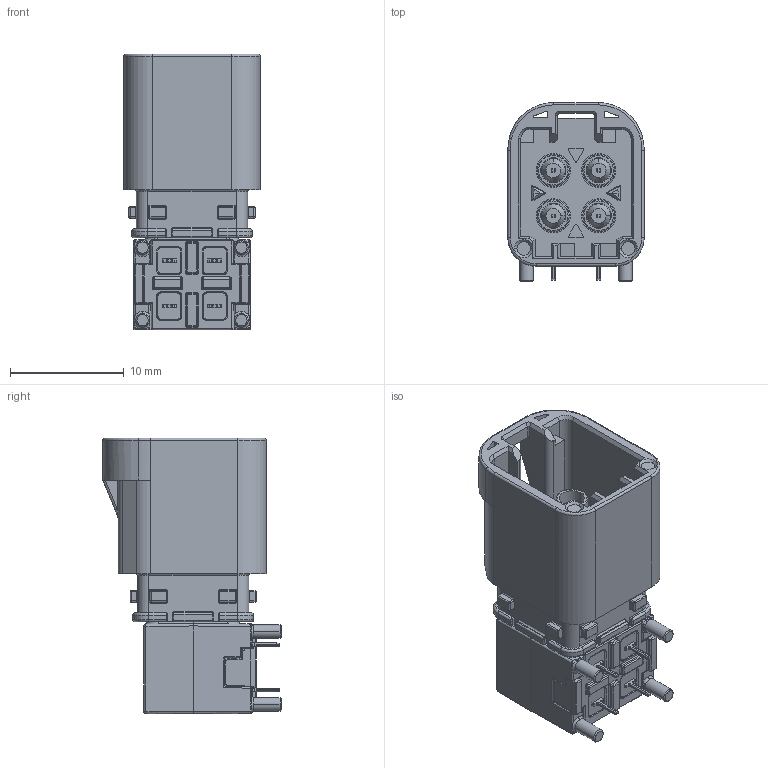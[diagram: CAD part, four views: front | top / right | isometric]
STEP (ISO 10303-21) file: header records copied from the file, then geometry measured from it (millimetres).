
FILE_DESCRIPTION (( 'STEP AP214' ), '1' );
FILE_NAME ('Customer-BB3385A12.STEP', '2020-05-27T14:18:56', ( '' ), ( '' ), 'SwSTEP 2.0', 'SolidWorks 2018', '' );
FILE_SCHEMA (( 'AUTOMOTIVE_DESIGN' ));
Length unit declared in the file: millimetre
Products named in the file (1): Customer-BB3385A12
Bounding box: 12 x 15.7 x 24.3 mm (x, y, z)
Volume: 1996.3 mm3; surface area: 2467.8 mm2
Topology: 1 solids, 1 shells, 1419 faces, 3456 edges, 2012 vertices
Faces by surface type: cylinder 532, plane 484, bspline 133, torus 126, sphere 82, cone 62
Entity records: 57250 total; most frequent: CARTESIAN_POINT 10339, ORIENTED_EDGE 6784, DIRECTION 6710, EDGE_CURVE 3392, AXIS2_PLACEMENT_3D 2486, VERTEX_POINT 2012, LINE 1738, VECTOR 1738
